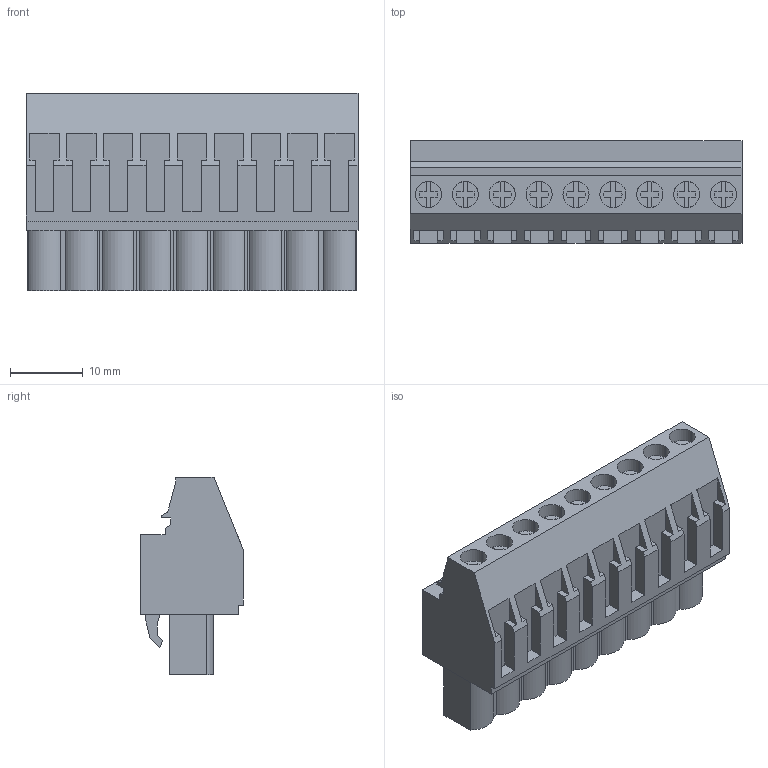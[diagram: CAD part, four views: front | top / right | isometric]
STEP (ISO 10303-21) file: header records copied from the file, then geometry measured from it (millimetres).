
FILE_DESCRIPTION(('CATIA V5 STEP','CAx-IF Rec.Pracs.--- Model Styling and Organization---1.2---2011-12-15'),'2;1');
FILE_NAME ('D1467920_0_1948310000_1948310000.stp','2017-09-08T10:58:47+00:00',('none'),('Weidmueller'),'CATIA Version 5-6 Release 2014','CATIA V5 STEP AP214','none');
FILE_SCHEMA(('AUTOMOTIVE_DESIGN { 1 0 10303 214 1 1 1 1 }'));
Length unit declared in the file: millimetre
Products named in the file (1): 1948310000
Bounding box: 45.72 x 14.1 x 27.2 mm (x, y, z)
Volume: 10412.1 mm3; surface area: 6250.3 mm2
Topology: 10 solids, 10 shells, 601 faces, 1660 edges, 1118 vertices
Faces by surface type: plane 520, cylinder 79, extrusion 2
Entity records: 17688 total; most frequent: ORIENTED_EDGE 3320, CARTESIAN_POINT 3159, DIRECTION 2414, EDGE_CURVE 1660, VECTOR 1464, LINE 1462, VERTEX_POINT 1118, EDGE_LOOP 640
